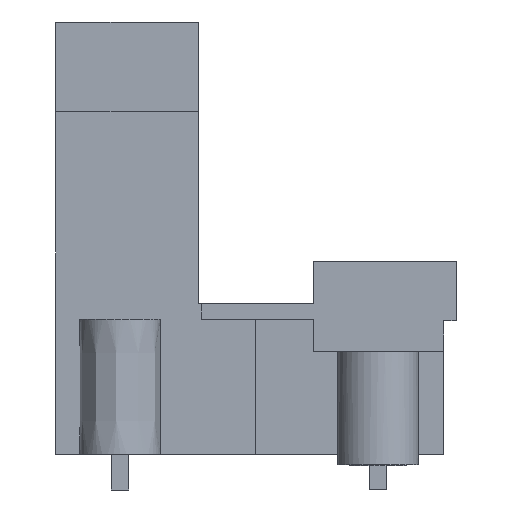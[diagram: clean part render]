
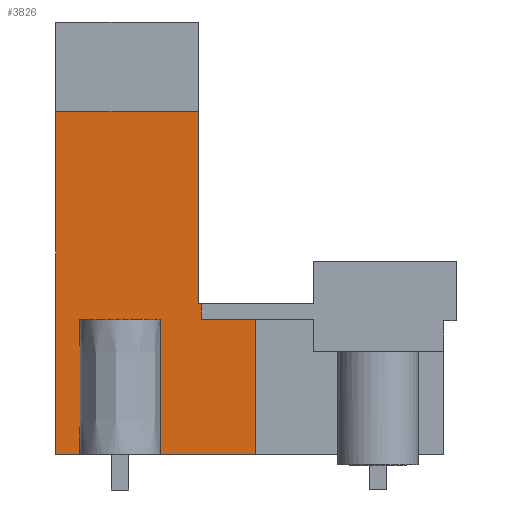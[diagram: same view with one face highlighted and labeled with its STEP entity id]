
A CAD part, left-side view. The second image highlights one B-rep face of the part: STEP entity #3826.
In plain terms, the highlighted planar face has unit normal (-1, 0, 0).
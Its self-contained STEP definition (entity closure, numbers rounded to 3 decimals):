
#3774=AXIS2_PLACEMENT_3D('Plane Axis2P3D',#3771,#3772,#3773) ;
#1264=CARTESIAN_POINT('Vertex',(3.84,11.84,2.1)) ;
#1267=CARTESIAN_POINT('Line Origine',(3.84,14.846,2.1)) ;
#1271=CARTESIAN_POINT('Vertex',(3.84,17.853,2.1)) ;
#1315=CARTESIAN_POINT('Vertex',(3.84,21.887,2.1)) ;
#1318=CARTESIAN_POINT('Line Origine',(3.84,22.779,2.1)) ;
#1322=CARTESIAN_POINT('Vertex',(3.84,23.67,2.1)) ;
#2595=CARTESIAN_POINT('Line Origine',(3.84,15.04,10.55)) ;
#2599=CARTESIAN_POINT('Vertex',(3.84,15.04,11.)) ;
#2601=CARTESIAN_POINT('Vertex',(3.84,15.04,10.1)) ;
#2633=CARTESIAN_POINT('Line Origine',(3.84,13.44,10.1)) ;
#2637=CARTESIAN_POINT('Vertex',(3.84,11.84,10.1)) ;
#2783=CARTESIAN_POINT('Vertex',(3.84,15.24,11.)) ;
#2786=CARTESIAN_POINT('Line Origine',(3.84,15.14,11.)) ;
#3545=CARTESIAN_POINT('Line Origine',(3.84,23.67,12.23)) ;
#3549=CARTESIAN_POINT('Vertex',(3.84,23.67,22.36)) ;
#3771=CARTESIAN_POINT('Axis2P3D Location',(3.84,23.67,1.5)) ;
#3776=CARTESIAN_POINT('Line Origine',(3.84,19.455,22.36)) ;
#3780=CARTESIAN_POINT('Vertex',(3.84,15.24,22.36)) ;
#3783=CARTESIAN_POINT('Line Origine',(3.84,21.887,6.1)) ;
#3787=CARTESIAN_POINT('Vertex',(3.84,21.887,10.1)) ;
#3790=CARTESIAN_POINT('Line Origine',(3.84,19.87,10.1)) ;
#3794=CARTESIAN_POINT('Vertex',(3.84,17.853,10.1)) ;
#3797=CARTESIAN_POINT('Line Origine',(3.84,17.853,6.1)) ;
#3802=CARTESIAN_POINT('Line Origine',(3.84,11.84,6.1)) ;
#3807=CARTESIAN_POINT('Line Origine',(3.84,15.24,16.68)) ;
#1268=DIRECTION('Vector Direction',(0.,-1.,0.)) ;
#1319=DIRECTION('Vector Direction',(0.,-1.,0.)) ;
#2596=DIRECTION('Vector Direction',(0.,0.,-1.)) ;
#2634=DIRECTION('Vector Direction',(0.,1.,0.)) ;
#2787=DIRECTION('Vector Direction',(0.,1.,0.)) ;
#3546=DIRECTION('Vector Direction',(0.,0.,1.)) ;
#3772=DIRECTION('Axis2P3D Direction',(-1.,0.,0.)) ;
#3773=DIRECTION('Axis2P3D XDirection',(0.,-1.,0.)) ;
#3777=DIRECTION('Vector Direction',(0.,-1.,0.)) ;
#3784=DIRECTION('Vector Direction',(0.,0.,1.)) ;
#3791=DIRECTION('Vector Direction',(0.,1.,0.)) ;
#3798=DIRECTION('Vector Direction',(0.,0.,1.)) ;
#3803=DIRECTION('Vector Direction',(0.,0.,1.)) ;
#3808=DIRECTION('Vector Direction',(0.,0.,-1.)) ;
#1269=VECTOR('Line Direction',#1268,1.) ;
#1320=VECTOR('Line Direction',#1319,1.) ;
#2597=VECTOR('Line Direction',#2596,1.) ;
#2635=VECTOR('Line Direction',#2634,1.) ;
#2788=VECTOR('Line Direction',#2787,1.) ;
#3547=VECTOR('Line Direction',#3546,1.) ;
#3778=VECTOR('Line Direction',#3777,1.) ;
#3785=VECTOR('Line Direction',#3784,1.) ;
#3792=VECTOR('Line Direction',#3791,1.) ;
#3799=VECTOR('Line Direction',#3798,1.) ;
#3804=VECTOR('Line Direction',#3803,1.) ;
#3809=VECTOR('Line Direction',#3808,1.) ;
#3813=ORIENTED_EDGE('',*,*,#3782,.T.) ;
#3814=ORIENTED_EDGE('',*,*,#3551,.T.) ;
#3815=ORIENTED_EDGE('',*,*,#1324,.T.) ;
#3816=ORIENTED_EDGE('',*,*,#3789,.T.) ;
#3817=ORIENTED_EDGE('',*,*,#3796,.F.) ;
#3818=ORIENTED_EDGE('',*,*,#3801,.F.) ;
#3819=ORIENTED_EDGE('',*,*,#1273,.T.) ;
#3820=ORIENTED_EDGE('',*,*,#3806,.T.) ;
#3821=ORIENTED_EDGE('',*,*,#2639,.T.) ;
#3822=ORIENTED_EDGE('',*,*,#2603,.F.) ;
#3823=ORIENTED_EDGE('',*,*,#2790,.F.) ;
#3824=ORIENTED_EDGE('',*,*,#3811,.F.) ;
#3826=ADVANCED_FACE('HOUSING',(#3825),#3775,.T.) ;
#1273=EDGE_CURVE('',#1272,#1265,#1270,.T.) ;
#1324=EDGE_CURVE('',#1323,#1316,#1321,.T.) ;
#2603=EDGE_CURVE('',#2600,#2602,#2598,.T.) ;
#2639=EDGE_CURVE('',#2638,#2602,#2636,.T.) ;
#2790=EDGE_CURVE('',#2784,#2600,#2789,.F.) ;
#3551=EDGE_CURVE('',#3550,#1323,#3548,.F.) ;
#3782=EDGE_CURVE('',#3781,#3550,#3779,.F.) ;
#3789=EDGE_CURVE('',#1316,#3788,#3786,.T.) ;
#3796=EDGE_CURVE('',#3795,#3788,#3793,.T.) ;
#3801=EDGE_CURVE('',#1272,#3795,#3800,.T.) ;
#3806=EDGE_CURVE('',#1265,#2638,#3805,.T.) ;
#3811=EDGE_CURVE('',#3781,#2784,#3810,.T.) ;
#3812=EDGE_LOOP('',(#3813,#3814,#3815,#3816,#3817,#3818,#3819,#3820,#3821,#3822,#3823,#3824)) ;
#3825=FACE_OUTER_BOUND('',#3812,.T.) ;
#1270=LINE('Line',#1267,#1269) ;
#1321=LINE('Line',#1318,#1320) ;
#2598=LINE('Line',#2595,#2597) ;
#2636=LINE('Line',#2633,#2635) ;
#2789=LINE('Line',#2786,#2788) ;
#3548=LINE('Line',#3545,#3547) ;
#3779=LINE('Line',#3776,#3778) ;
#3786=LINE('Line',#3783,#3785) ;
#3793=LINE('Line',#3790,#3792) ;
#3800=LINE('Line',#3797,#3799) ;
#3805=LINE('Line',#3802,#3804) ;
#3810=LINE('Line',#3807,#3809) ;
#3775=PLANE('',#3774) ;
#1265=VERTEX_POINT('',#1264) ;
#1272=VERTEX_POINT('',#1271) ;
#1316=VERTEX_POINT('',#1315) ;
#1323=VERTEX_POINT('',#1322) ;
#2600=VERTEX_POINT('',#2599) ;
#2602=VERTEX_POINT('',#2601) ;
#2638=VERTEX_POINT('',#2637) ;
#2784=VERTEX_POINT('',#2783) ;
#3550=VERTEX_POINT('',#3549) ;
#3781=VERTEX_POINT('',#3780) ;
#3788=VERTEX_POINT('',#3787) ;
#3795=VERTEX_POINT('',#3794) ;
